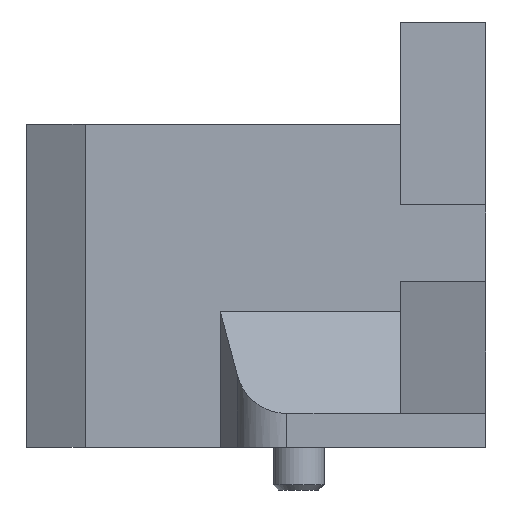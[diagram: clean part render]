
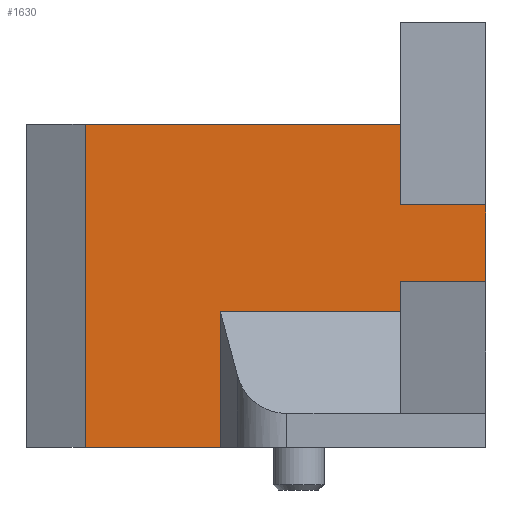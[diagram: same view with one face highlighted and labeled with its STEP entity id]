
A CAD part, left-side view. The second image highlights one B-rep face of the part: STEP entity #1630.
In plain terms, the highlighted planar face has unit normal (-1, 0, 0).
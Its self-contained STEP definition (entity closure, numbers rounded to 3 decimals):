
#601=CARTESIAN_POINT('',(0.,15.6,0.));
#602=VERTEX_POINT('',#601);
#609=CARTESIAN_POINT('',(0.0,23.536,0.0));
#610=VERTEX_POINT('',#609);
#611=CARTESIAN_POINT('',(0.0,23.536,0.0));
#612=DIRECTION('',(0.0,-1.0,0.0));
#613=VECTOR('',#612,7.936);
#614=LINE('',#611,#613);
#615=EDGE_CURVE('',#610,#602,#614,.T.);
#1110=CARTESIAN_POINT('',(0.,0.0,9.75));
#1111=VERTEX_POINT('',#1110);
#1120=CARTESIAN_POINT('',(0.,5.0,9.75));
#1121=VERTEX_POINT('',#1120);
#1122=CARTESIAN_POINT('',(0.,5.0,9.75));
#1123=DIRECTION('',(0.0,-1.0,0.0));
#1124=VECTOR('',#1123,5.0);
#1125=LINE('',#1122,#1124);
#1126=EDGE_CURVE('',#1121,#1111,#1125,.T.);
#1152=CARTESIAN_POINT('',(0.,0.0,14.25));
#1153=VERTEX_POINT('',#1152);
#1168=CARTESIAN_POINT('',(0.,5.0,14.25));
#1169=VERTEX_POINT('',#1168);
#1176=CARTESIAN_POINT('',(0.,5.0,14.25));
#1177=DIRECTION('',(0.0,-1.0,0.0));
#1178=VECTOR('',#1177,5.0);
#1179=LINE('',#1176,#1178);
#1180=EDGE_CURVE('',#1169,#1153,#1179,.T.);
#1350=CARTESIAN_POINT('',(0.,5.0,19.));
#1351=VERTEX_POINT('',#1350);
#1358=CARTESIAN_POINT('',(0.,5.0,14.25));
#1359=DIRECTION('',(0.0,0.0,1.0));
#1360=VECTOR('',#1359,4.75);
#1361=LINE('',#1358,#1360);
#1362=EDGE_CURVE('',#1169,#1351,#1361,.T.);
#1506=CARTESIAN_POINT('',(0.,15.6,8.));
#1507=VERTEX_POINT('',#1506);
#1514=CARTESIAN_POINT('',(0.,15.6,0.));
#1515=DIRECTION('',(0.0,0.0,1.0));
#1516=VECTOR('',#1515,8.);
#1517=LINE('',#1514,#1516);
#1518=EDGE_CURVE('',#602,#1507,#1517,.T.);
#1531=CARTESIAN_POINT('',(0.,5.0,8.));
#1532=VERTEX_POINT('',#1531);
#1539=CARTESIAN_POINT('',(0.,15.6,8.));
#1540=DIRECTION('',(0.0,-1.0,0.0));
#1541=VECTOR('',#1540,10.6);
#1542=LINE('',#1539,#1541);
#1543=EDGE_CURVE('',#1507,#1532,#1542,.T.);
#1591=CARTESIAN_POINT('',(0.0,0.0,0.0));
#1592=DIRECTION('',(-1.0,0.0,0.0));
#1593=DIRECTION('',(0.0,0.0,1.0));
#1594=AXIS2_PLACEMENT_3D('',#1591,#1592,#1593);
#1595=PLANE('',#1594);
#1596=ORIENTED_EDGE('',*,*,#1518,.T.);
#1597=ORIENTED_EDGE('',*,*,#1543,.T.);
#1598=CARTESIAN_POINT('',(0.,5.0,8.));
#1599=DIRECTION('',(0.0,0.0,1.0));
#1600=VECTOR('',#1599,1.75);
#1601=LINE('',#1598,#1600);
#1602=EDGE_CURVE('',#1532,#1121,#1601,.T.);
#1603=ORIENTED_EDGE('',*,*,#1602,.T.);
#1604=ORIENTED_EDGE('',*,*,#1126,.T.);
#1605=CARTESIAN_POINT('',(0.,0.0,14.25));
#1606=DIRECTION('',(0.0,0.0,-1.0));
#1607=VECTOR('',#1606,4.5);
#1608=LINE('',#1605,#1607);
#1609=EDGE_CURVE('',#1153,#1111,#1608,.T.);
#1610=ORIENTED_EDGE('',*,*,#1609,.F.);
#1611=ORIENTED_EDGE('',*,*,#1180,.F.);
#1612=ORIENTED_EDGE('',*,*,#1362,.T.);
#1613=CARTESIAN_POINT('',(0.0,23.536,19.0));
#1614=VERTEX_POINT('',#1613);
#1615=CARTESIAN_POINT('',(0.,5.0,19.));
#1616=DIRECTION('',(0.0,1.0,0.0));
#1617=VECTOR('',#1616,18.536);
#1618=LINE('',#1615,#1617);
#1619=EDGE_CURVE('',#1351,#1614,#1618,.T.);
#1620=ORIENTED_EDGE('',*,*,#1619,.T.);
#1621=CARTESIAN_POINT('',(0.0,23.536,0.0));
#1622=DIRECTION('',(0.0,0.0,1.0));
#1623=VECTOR('',#1622,19.0);
#1624=LINE('',#1621,#1623);
#1625=EDGE_CURVE('',#610,#1614,#1624,.T.);
#1626=ORIENTED_EDGE('',*,*,#1625,.F.);
#1627=ORIENTED_EDGE('',*,*,#615,.T.);
#1628=EDGE_LOOP('',(#1596,#1597,#1603,#1604,#1610,#1611,#1612,#1620,#1626,#1627));
#1629=FACE_OUTER_BOUND('',#1628,.T.);
#1630=ADVANCED_FACE('',(#1629),#1595,.T.);
